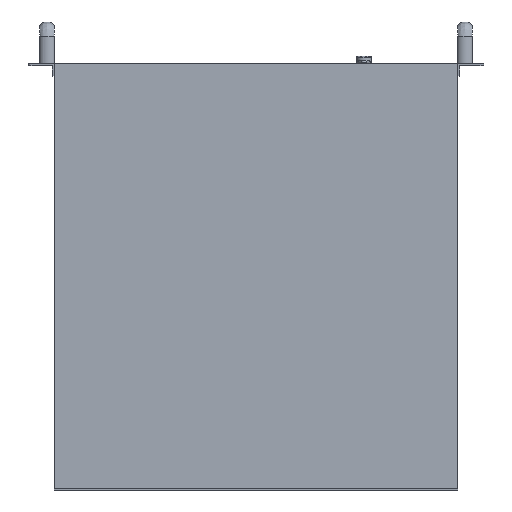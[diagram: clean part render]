
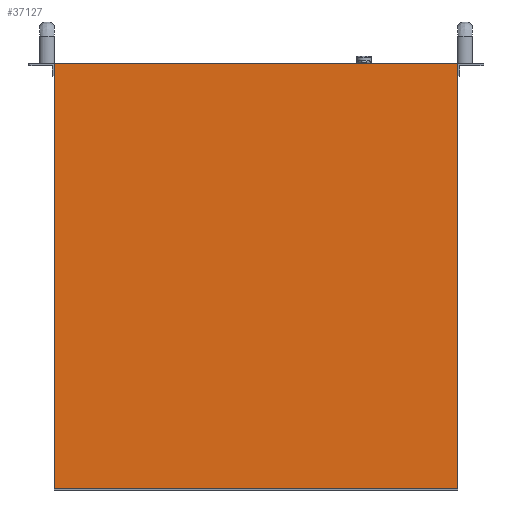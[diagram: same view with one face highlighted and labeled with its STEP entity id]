
A CAD part, front view. The second image highlights one B-rep face of the part: STEP entity #37127.
In plain terms, the highlighted planar face has unit normal (0, -1, 0).
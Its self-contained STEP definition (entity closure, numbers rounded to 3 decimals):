
#1893 = EDGE_CURVE ( 'NONE', #2230, #2521, #32279, .T. ) ;
#2230 = VERTEX_POINT ( 'NONE', #32354 ) ;
#2521 = VERTEX_POINT ( 'NONE', #32378 ) ;
#32276 = DIRECTION ( 'NONE',  ( 1., 0., 0. ) ) ;
#32277 = VECTOR ( 'NONE', #32276, 1000. ) ;
#32278 = CARTESIAN_POINT ( 'NONE',  ( -213.25, -44., 0. ) ) ;
#32279 = LINE ( 'NONE', #32278, #32277 ) ;
#32354 = CARTESIAN_POINT ( 'NONE',  ( -213.2, -44., 0. ) ) ;
#32378 = CARTESIAN_POINT ( 'NONE',  ( 213.2, -44., 0. ) ) ;
#35113 = ORIENTED_EDGE ( 'NONE', *, *, #36588, .F. ) ;
#35690 = ORIENTED_EDGE ( 'NONE', *, *, #38196, .T. ) ;
#36217 = VERTEX_POINT ( 'NONE', #45661 ) ;
#36500 = ORIENTED_EDGE ( 'NONE', *, *, #39423, .F. ) ;
#36588 = EDGE_CURVE ( 'NONE', #38893, #39968, #45695, .T. ) ;
#37107 = ORIENTED_EDGE ( 'NONE', *, *, #37137, .F. ) ;
#37116 = EDGE_LOOP ( 'NONE', ( #37107, #42887, #40020, #40052, #36500, #38758, #35690, #41336, #41175, #41162, #40126, #40128, #39820, #35113, #42199, #42590 ) ) ;
#37127 = ADVANCED_FACE ( 'NONE', ( #45733 ), #45732, .T. ) ;
#37137 = EDGE_CURVE ( 'NONE', #42731, #42732, #45731, .T. ) ;
#37412 = VERTEX_POINT ( 'NONE', #45763 ) ;
#37610 = VERTEX_POINT ( 'NONE', #45815 ) ;
#38196 = EDGE_CURVE ( 'NONE', #36217, #37610, #45855, .T. ) ;
#38757 = VERTEX_POINT ( 'NONE', #45923 ) ;
#38758 = ORIENTED_EDGE ( 'NONE', *, *, #38786, .T. ) ;
#38786 = EDGE_CURVE ( 'NONE', #38757, #36217, #45917, .T. ) ;
#38893 = VERTEX_POINT ( 'NONE', #45913 ) ;
#39423 = EDGE_CURVE ( 'NONE', #38757, #39793, #46041, .T. ) ;
#39793 = VERTEX_POINT ( 'NONE', #46078 ) ;
#39819 = VERTEX_POINT ( 'NONE', #46077 ) ;
#39820 = ORIENTED_EDGE ( 'NONE', *, *, #40056, .T. ) ;
#39968 = VERTEX_POINT ( 'NONE', #46057 ) ;
#40020 = ORIENTED_EDGE ( 'NONE', *, *, #40061, .T. ) ;
#40052 = ORIENTED_EDGE ( 'NONE', *, *, #40086, .T. ) ;
#40056 = EDGE_CURVE ( 'NONE', #39819, #39968, #46056, .T. ) ;
#40061 = EDGE_CURVE ( 'NONE', #42888, #42879, #46052, .T. ) ;
#40086 = EDGE_CURVE ( 'NONE', #42879, #39793, #46046, .T. ) ;
#40120 = EDGE_CURVE ( 'NONE', #41111, #2521, #46110, .T. ) ;
#40126 = ORIENTED_EDGE ( 'NONE', *, *, #1893, .F. ) ;
#40128 = ORIENTED_EDGE ( 'NONE', *, *, #40344, .F. ) ;
#40344 = EDGE_CURVE ( 'NONE', #39819, #2230, #46094, .T. ) ;
#40961 = EDGE_CURVE ( 'NONE', #37412, #37610, #46118, .T. ) ;
#41076 = EDGE_CURVE ( 'NONE', #41111, #37412, #46183, .T. ) ;
#41111 = VERTEX_POINT ( 'NONE', #46175 ) ;
#41162 = ORIENTED_EDGE ( 'NONE', *, *, #40120, .T. ) ;
#41175 = ORIENTED_EDGE ( 'NONE', *, *, #41076, .F. ) ;
#41336 = ORIENTED_EDGE ( 'NONE', *, *, #40961, .F. ) ;
#42199 = ORIENTED_EDGE ( 'NONE', *, *, #42462, .F. ) ;
#42462 = EDGE_CURVE ( 'NONE', #42589, #38893, #46307, .T. ) ;
#42589 = VERTEX_POINT ( 'NONE', #46289 ) ;
#42590 = ORIENTED_EDGE ( 'NONE', *, *, #42608, .F. ) ;
#42608 = EDGE_CURVE ( 'NONE', #42732, #42589, #46286, .T. ) ;
#42731 = VERTEX_POINT ( 'NONE', #46319 ) ;
#42732 = VERTEX_POINT ( 'NONE', #46322 ) ;
#42879 = VERTEX_POINT ( 'NONE', #46369 ) ;
#42886 = EDGE_CURVE ( 'NONE', #42731, #42888, #46428, .T. ) ;
#42887 = ORIENTED_EDGE ( 'NONE', *, *, #42886, .T. ) ;
#42888 = VERTEX_POINT ( 'NONE', #46419 ) ;
#45661 = CARTESIAN_POINT ( 'NONE',  ( 213.35, -44., -13. ) ) ;
#45692 = DIRECTION ( 'NONE',  ( 0., 0., 1. ) ) ;
#45693 = VECTOR ( 'NONE', #45692, 1000. ) ;
#45694 = CARTESIAN_POINT ( 'NONE',  ( -213.25, -44., 0. ) ) ;
#45695 = LINE ( 'NONE', #45694, #45693 ) ;
#45724 = DIRECTION ( 'NONE',  ( -1., 0., 0. ) ) ;
#45725 = VECTOR ( 'NONE', #45724, 1000. ) ;
#45726 = CARTESIAN_POINT ( 'NONE',  ( -213.25, -44., -450.6 ) ) ;
#45727 = DIRECTION ( 'NONE',  ( 0., 0., -1. ) ) ;
#45728 = DIRECTION ( 'NONE',  ( 0., -1., 0. ) ) ;
#45729 = CARTESIAN_POINT ( 'NONE',  ( -213.25, -44., -450.6 ) ) ;
#45730 = AXIS2_PLACEMENT_3D ( 'NONE', #45729, #45728, #45727 ) ;
#45731 = LINE ( 'NONE', #45726, #45725 ) ;
#45732 = PLANE ( 'NONE',  #45730 ) ;
#45733 = FACE_OUTER_BOUND ( 'NONE', #37116, .T. ) ;
#45763 = CARTESIAN_POINT ( 'NONE',  ( 213.25, -44., -0.1 ) ) ;
#45815 = CARTESIAN_POINT ( 'NONE',  ( 213.25, -44., -13. ) ) ;
#45855 = LINE ( 'NONE', #45861, #45910 ) ;
#45861 = CARTESIAN_POINT ( 'NONE',  ( 213.35, -44., -13. ) ) ;
#45909 = DIRECTION ( 'NONE',  ( -1., 0., 0. ) ) ;
#45910 = VECTOR ( 'NONE', #45909, 1000. ) ;
#45913 = CARTESIAN_POINT ( 'NONE',  ( -213.25, -44., -13. ) ) ;
#45914 = DIRECTION ( 'NONE',  ( 0., 0., 1. ) ) ;
#45915 = VECTOR ( 'NONE', #45914, 1000. ) ;
#45916 = CARTESIAN_POINT ( 'NONE',  ( 213.35, -44., -450.6 ) ) ;
#45917 = LINE ( 'NONE', #45916, #45915 ) ;
#45923 = CARTESIAN_POINT ( 'NONE',  ( 213.35, -44., -450.6 ) ) ;
#46038 = DIRECTION ( 'NONE',  ( -1., 0., 0. ) ) ;
#46039 = VECTOR ( 'NONE', #46038, 1000. ) ;
#46040 = CARTESIAN_POINT ( 'NONE',  ( -213.25, -44., -450.6 ) ) ;
#46041 = LINE ( 'NONE', #46040, #46039 ) ;
#46043 = DIRECTION ( 'NONE',  ( 0., 0., -1. ) ) ;
#46044 = VECTOR ( 'NONE', #46043, 1000. ) ;
#46045 = CARTESIAN_POINT ( 'NONE',  ( 213.25, -44., -450.6 ) ) ;
#46046 = LINE ( 'NONE', #46045, #46044 ) ;
#46049 = DIRECTION ( 'NONE',  ( 1., 0., 0. ) ) ;
#46050 = VECTOR ( 'NONE', #46049, 1000. ) ;
#46051 = CARTESIAN_POINT ( 'NONE',  ( -213.25, -44., -448.6 ) ) ;
#46052 = LINE ( 'NONE', #46051, #46050 ) ;
#46053 = DIRECTION ( 'NONE',  ( -1., 0., 0. ) ) ;
#46054 = VECTOR ( 'NONE', #46053, 1000. ) ;
#46055 = CARTESIAN_POINT ( 'NONE',  ( -213.2, -44., -0.1 ) ) ;
#46056 = LINE ( 'NONE', #46055, #46054 ) ;
#46057 = CARTESIAN_POINT ( 'NONE',  ( -213.25, -44., -0.1 ) ) ;
#46077 = CARTESIAN_POINT ( 'NONE',  ( -213.2, -44., -0.1 ) ) ;
#46078 = CARTESIAN_POINT ( 'NONE',  ( 213.25, -44., -450.6 ) ) ;
#46091 = DIRECTION ( 'NONE',  ( 0., 0., 1. ) ) ;
#46092 = VECTOR ( 'NONE', #46091, 1000. ) ;
#46093 = CARTESIAN_POINT ( 'NONE',  ( -213.2, -44., -0.1 ) ) ;
#46094 = LINE ( 'NONE', #46093, #46092 ) ;
#46107 = DIRECTION ( 'NONE',  ( 0., 0., 1. ) ) ;
#46108 = VECTOR ( 'NONE', #46107, 1000. ) ;
#46109 = CARTESIAN_POINT ( 'NONE',  ( 213.2, -44., -0.1 ) ) ;
#46110 = LINE ( 'NONE', #46109, #46108 ) ;
#46115 = DIRECTION ( 'NONE',  ( 0., 0., -1. ) ) ;
#46116 = VECTOR ( 'NONE', #46115, 1000. ) ;
#46117 = CARTESIAN_POINT ( 'NONE',  ( 213.25, -44., 0. ) ) ;
#46118 = LINE ( 'NONE', #46117, #46116 ) ;
#46175 = CARTESIAN_POINT ( 'NONE',  ( 213.2, -44., -0.1 ) ) ;
#46180 = DIRECTION ( 'NONE',  ( 1., 0., 0. ) ) ;
#46181 = VECTOR ( 'NONE', #46180, 1000. ) ;
#46182 = CARTESIAN_POINT ( 'NONE',  ( 213.2, -44., -0.1 ) ) ;
#46183 = LINE ( 'NONE', #46182, #46181 ) ;
#46283 = DIRECTION ( 'NONE',  ( 0., 0., 1. ) ) ;
#46284 = VECTOR ( 'NONE', #46283, 1000. ) ;
#46285 = CARTESIAN_POINT ( 'NONE',  ( -213.35, -44., -450.6 ) ) ;
#46286 = LINE ( 'NONE', #46285, #46284 ) ;
#46289 = CARTESIAN_POINT ( 'NONE',  ( -213.35, -44., -13. ) ) ;
#46304 = DIRECTION ( 'NONE',  ( 1., 0., 0. ) ) ;
#46305 = VECTOR ( 'NONE', #46304, 1000. ) ;
#46306 = CARTESIAN_POINT ( 'NONE',  ( -213.35, -44., -13. ) ) ;
#46307 = LINE ( 'NONE', #46306, #46305 ) ;
#46319 = CARTESIAN_POINT ( 'NONE',  ( -213.25, -44., -450.6 ) ) ;
#46322 = CARTESIAN_POINT ( 'NONE',  ( -213.35, -44., -450.6 ) ) ;
#46369 = CARTESIAN_POINT ( 'NONE',  ( 213.25, -44., -448.6 ) ) ;
#46389 = VECTOR ( 'NONE', #46420, 1000. ) ;
#46390 = CARTESIAN_POINT ( 'NONE',  ( -213.25, -44., -450.6 ) ) ;
#46419 = CARTESIAN_POINT ( 'NONE',  ( -213.25, -44., -448.6 ) ) ;
#46420 = DIRECTION ( 'NONE',  ( 0., 0., 1. ) ) ;
#46428 = LINE ( 'NONE', #46390, #46389 ) ;
